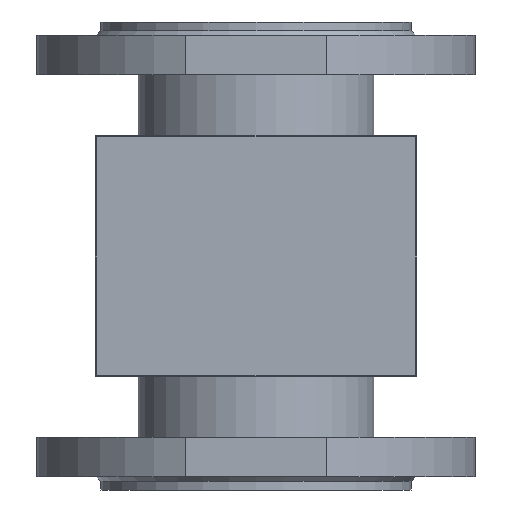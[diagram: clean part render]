
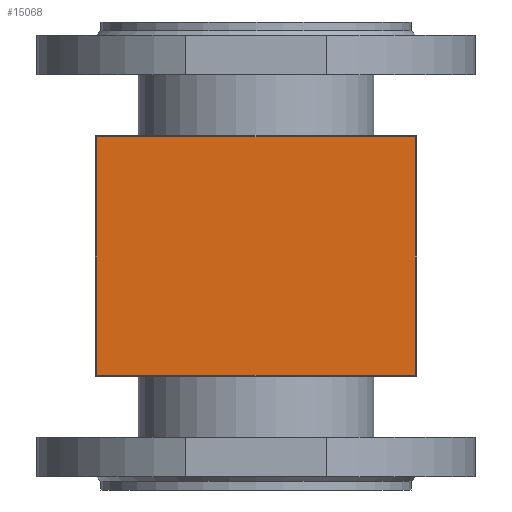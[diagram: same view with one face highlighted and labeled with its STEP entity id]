
A CAD part, front view. The second image highlights one B-rep face of the part: STEP entity #15068.
In plain terms, the highlighted planar face has unit normal (0, -1, 0).
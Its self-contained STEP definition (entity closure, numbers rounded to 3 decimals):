
#308 = VECTOR ( 'NONE', #5162, 1000. ) ;
#1325 = DIRECTION ( 'NONE',  ( -1., 0., 0. ) ) ;
#1600 = VECTOR ( 'NONE', #1325, 1000. ) ;
#1680 = EDGE_LOOP ( 'NONE', ( #30923, #3713, #20734, #25651 ) ) ;
#1896 = EDGE_CURVE ( 'NONE', #5878, #28839, #21436, .T. ) ;
#3151 = CARTESIAN_POINT ( 'NONE',  ( -110., -106., -164. ) ) ;
#3713 = ORIENTED_EDGE ( 'NONE', *, *, #1896, .T. ) ;
#5162 = DIRECTION ( 'NONE',  ( 0., 0., 1. ) ) ;
#5301 = DIRECTION ( 'NONE',  ( 0., 0., -1. ) ) ;
#5878 = VERTEX_POINT ( 'NONE', #7522 ) ;
#6718 = CARTESIAN_POINT ( 'NONE',  ( 109., -106., -1. ) ) ;
#7522 = CARTESIAN_POINT ( 'NONE',  ( -109., -106., -164. ) ) ;
#7691 = VERTEX_POINT ( 'NONE', #15197 ) ;
#8418 = LINE ( 'NONE', #16654, #1600 ) ;
#11061 = AXIS2_PLACEMENT_3D ( 'NONE', #32977, #20621, #5301 ) ;
#11521 = VECTOR ( 'NONE', #15364, 1000. ) ;
#12809 = CARTESIAN_POINT ( 'NONE',  ( -109., -106., -165. ) ) ;
#14604 = VECTOR ( 'NONE', #31605, 1000. ) ;
#15068 = ADVANCED_FACE ( 'NONE', ( #15484 ), #17702, .T. ) ;
#15197 = CARTESIAN_POINT ( 'NONE',  ( -109., -106., -1. ) ) ;
#15364 = DIRECTION ( 'NONE',  ( 0., 0., -1. ) ) ;
#15484 = FACE_OUTER_BOUND ( 'NONE', #1680, .T. ) ;
#16654 = CARTESIAN_POINT ( 'NONE',  ( -110., -106., -1. ) ) ;
#17702 = PLANE ( 'NONE',  #11061 ) ;
#20480 = CARTESIAN_POINT ( 'NONE',  ( 109., -106., -165. ) ) ;
#20621 = DIRECTION ( 'NONE',  ( 0., -1., 0. ) ) ;
#20734 = ORIENTED_EDGE ( 'NONE', *, *, #25497, .T. ) ;
#21436 = LINE ( 'NONE', #3151, #14604 ) ;
#21555 = LINE ( 'NONE', #20480, #308 ) ;
#22234 = EDGE_CURVE ( 'NONE', #27366, #7691, #8418, .T. ) ;
#25497 = EDGE_CURVE ( 'NONE', #28839, #27366, #21555, .T. ) ;
#25651 = ORIENTED_EDGE ( 'NONE', *, *, #22234, .T. ) ;
#26389 = EDGE_CURVE ( 'NONE', #7691, #5878, #32759, .T. ) ;
#27366 = VERTEX_POINT ( 'NONE', #6718 ) ;
#28839 = VERTEX_POINT ( 'NONE', #32207 ) ;
#30923 = ORIENTED_EDGE ( 'NONE', *, *, #26389, .T. ) ;
#31605 = DIRECTION ( 'NONE',  ( 1., 0., 0. ) ) ;
#32207 = CARTESIAN_POINT ( 'NONE',  ( 109., -106., -164. ) ) ;
#32759 = LINE ( 'NONE', #12809, #11521 ) ;
#32977 = CARTESIAN_POINT ( 'NONE',  ( -110., -106., -165. ) ) ;
